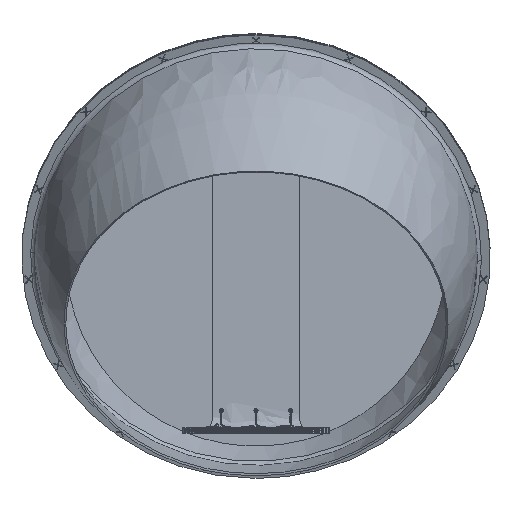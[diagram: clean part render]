
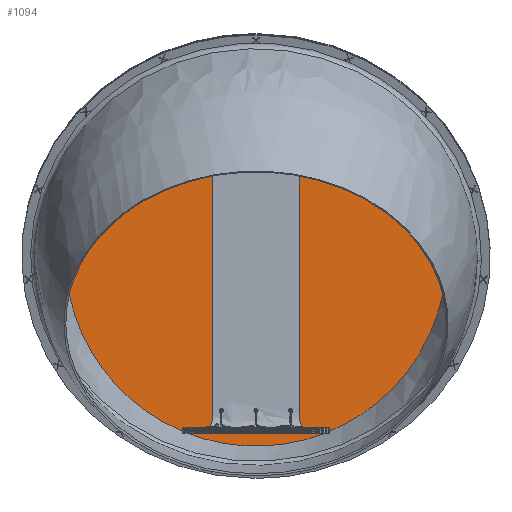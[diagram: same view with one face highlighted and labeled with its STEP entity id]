
A CAD part, front view. The second image highlights one B-rep face of the part: STEP entity #1094.
In plain terms, the highlighted planar face has unit normal (0, -1, 0).
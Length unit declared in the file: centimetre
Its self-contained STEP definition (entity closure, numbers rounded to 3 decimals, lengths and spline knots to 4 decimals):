
#1094=ADVANCED_FACE('',(#1942),#10991,.T.);
#1942=FACE_OUTER_BOUND('',#2847,.T.);
#2847=EDGE_LOOP('',(#6227));
#6227=ORIENTED_EDGE('',*,*,#7958,.F.);
#7958=EDGE_CURVE('',#10731,#10731,#8764,.T.);
#8764=B_SPLINE_CURVE_WITH_KNOTS('',3,(#58396,#58397,#58398,#58399,#58400,
#58401,#58402,#58403,#58404,#58405,#58406,#58407,#58408,#58409,#58410,#58411,
#58412,#58413,#58414,#58415,#58416,#58417,#58418,#58419,#58420,#58421,#58422,
#58423,#58424,#58425,#58426,#58427,#58428,#58429,#58430,#58431,#58432,#58433,
#58434,#58435,#58436,#58437,#58438,#58439,#58440,#58441,#58442,#58443,#58444,
#58445,#58446,#58447,#58448,#58449,#58450,#58451,#58452,#58453,#58454,#58455,
#58456),.UNSPECIFIED.,.T.,.F.,(4,3,3,3,3,3,3,3,3,2,3,2,3,2,3,3,3,2,3,2,3,
2,4),(0.,16.2016,18.7146,38.4289,57.488,
76.5471,96.2615,98.7744,114.976,125.2464,
135.5168,145.368,155.2192,166.281,177.3427,
196.4018,215.4609,226.5227,237.5844,247.4356,
257.2868,267.5572,277.8276),.UNSPECIFIED.);
#10731=VERTEX_POINT('',#58106);
#10991=PLANE('',#11860);
#11860=AXIS2_PLACEMENT_3D('',#57833,#12050,$);
#12050=DIRECTION('',(0.,-1.,0.));
#57833=CARTESIAN_POINT('',(-44.2896,24.5078,194.068));
#58106=CARTESIAN_POINT('',(42.3661,24.4925,137.9052));
#58396=CARTESIAN_POINT('',(42.3661,24.4925,137.9052));
#58397=CARTESIAN_POINT('',(40.9128,24.491,132.7195));
#58398=CARTESIAN_POINT('',(38.5197,24.4897,127.8446));
#58399=CARTESIAN_POINT('',(35.306,24.4885,123.5231));
#58400=CARTESIAN_POINT('',(34.8062,24.4884,122.851));
#58401=CARTESIAN_POINT('',(34.2873,24.4882,122.1933));
#58402=CARTESIAN_POINT('',(33.7499,24.488,121.5508));
#58403=CARTESIAN_POINT('',(29.5511,24.4866,116.5306));
#58404=CARTESIAN_POINT('',(24.2853,24.4855,112.5103));
#58405=CARTESIAN_POINT('',(18.3361,24.4848,109.7829));
#58406=CARTESIAN_POINT('',(12.5831,24.4841,107.1454));
#58407=CARTESIAN_POINT('',(6.3288,24.4837,105.7801));
#58408=CARTESIAN_POINT('',(0.,24.4837,105.7801));
#58409=CARTESIAN_POINT('',(-6.3288,24.4837,105.7801));
#58410=CARTESIAN_POINT('',(-12.5831,24.4841,107.1454));
#58411=CARTESIAN_POINT('',(-18.3361,24.4848,109.7829));
#58412=CARTESIAN_POINT('',(-24.2853,24.4855,112.5103));
#58413=CARTESIAN_POINT('',(-29.5511,24.4866,116.5306));
#58414=CARTESIAN_POINT('',(-33.7499,24.488,121.5508));
#58415=CARTESIAN_POINT('',(-34.2873,24.4882,122.1933));
#58416=CARTESIAN_POINT('',(-34.8062,24.4884,122.851));
#58417=CARTESIAN_POINT('',(-35.306,24.4885,123.5231));
#58418=CARTESIAN_POINT('',(-38.5197,24.4897,127.8446));
#58419=CARTESIAN_POINT('',(-40.9128,24.491,132.7195));
#58420=CARTESIAN_POINT('',(-42.3661,24.4925,137.9052));
#58421=CARTESIAN_POINT('',(-43.2889,24.4934,141.198));
#58422=CARTESIAN_POINT('',(-43.8246,24.4943,144.5871));
#58423=CARTESIAN_POINT('',(-44.1005,24.4961,151.4207));
#58424=CARTESIAN_POINT('',(-43.8396,24.4971,154.842));
#58425=CARTESIAN_POINT('',(-43.1852,24.498,158.1984));
#58426=CARTESIAN_POINT('',(-42.5574,24.4989,161.4181));
#58427=CARTESIAN_POINT('',(-41.5716,24.4997,164.5575));
#58428=CARTESIAN_POINT('',(-38.9204,24.5014,170.5586));
#58429=CARTESIAN_POINT('',(-37.2635,24.5021,173.4015));
#58430=CARTESIAN_POINT('',(-35.306,24.5029,176.0338));
#58431=CARTESIAN_POINT('',(-33.1085,24.5037,178.9887));
#58432=CARTESIAN_POINT('',(-30.5488,24.5044,181.6561));
#58433=CARTESIAN_POINT('',(-24.825,24.5056,186.2906));
#58434=CARTESIAN_POINT('',(-21.6835,24.5062,188.2394));
#58435=CARTESIAN_POINT('',(-18.3361,24.5066,189.774));
#58436=CARTESIAN_POINT('',(-12.5831,24.5073,192.4115));
#58437=CARTESIAN_POINT('',(-6.3288,24.5077,193.7768));
#58438=CARTESIAN_POINT('',(0.,24.5077,193.7768));
#58439=CARTESIAN_POINT('',(6.3288,24.5077,193.7768));
#58440=CARTESIAN_POINT('',(12.5831,24.5073,192.4115));
#58441=CARTESIAN_POINT('',(18.3361,24.5066,189.774));
#58442=CARTESIAN_POINT('',(21.6835,24.5062,188.2394));
#58443=CARTESIAN_POINT('',(24.825,24.5056,186.2906));
#58444=CARTESIAN_POINT('',(30.5488,24.5044,181.6561));
#58445=CARTESIAN_POINT('',(33.1085,24.5037,178.9887));
#58446=CARTESIAN_POINT('',(35.306,24.5029,176.0338));
#58447=CARTESIAN_POINT('',(37.2635,24.5021,173.4015));
#58448=CARTESIAN_POINT('',(38.9204,24.5014,170.5586));
#58449=CARTESIAN_POINT('',(41.5716,24.4997,164.5575));
#58450=CARTESIAN_POINT('',(42.5574,24.4989,161.4181));
#58451=CARTESIAN_POINT('',(43.1852,24.498,158.1984));
#58452=CARTESIAN_POINT('',(43.8396,24.4971,154.842));
#58453=CARTESIAN_POINT('',(44.1005,24.4961,151.4207));
#58454=CARTESIAN_POINT('',(43.8246,24.4943,144.5871));
#58455=CARTESIAN_POINT('',(43.2889,24.4934,141.198));
#58456=CARTESIAN_POINT('',(42.3661,24.4925,137.9052));
